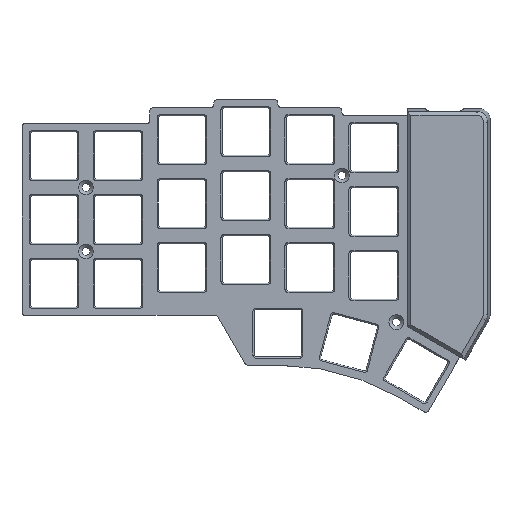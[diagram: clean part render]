
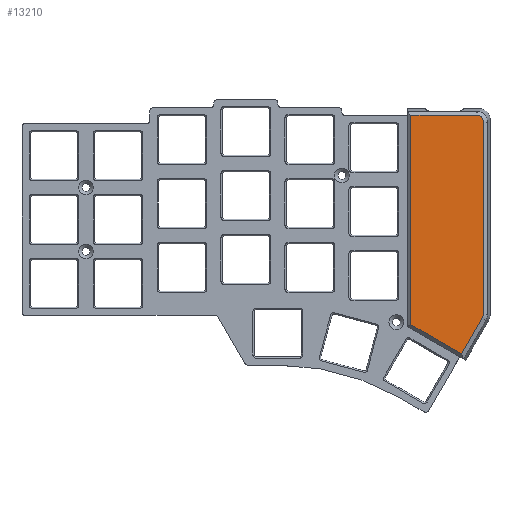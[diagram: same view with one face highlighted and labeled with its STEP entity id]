
A CAD part, top view. The second image highlights one B-rep face of the part: STEP entity #13210.
In plain terms, the highlighted planar face has unit normal (0, 0, 1).
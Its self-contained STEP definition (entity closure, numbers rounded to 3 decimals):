
#40=B_SPLINE_CURVE_WITH_KNOTS('',3,(#22084,#22085,#22086,#22087),
 .UNSPECIFIED.,.F.,.F.,(4,4),(-0.243,0.243),
 .UNSPECIFIED.);
#42=B_SPLINE_CURVE_WITH_KNOTS('',3,(#22110,#22111,#22112,#22113),
 .UNSPECIFIED.,.F.,.F.,(4,4),(0.243,0.258),
 .UNSPECIFIED.);
#44=B_SPLINE_CURVE_WITH_KNOTS('',3,(#22143,#22144,#22145,#22146),
 .UNSPECIFIED.,.F.,.F.,(4,4),(-0.258,-0.243),
 .UNSPECIFIED.);
#46=B_SPLINE_CURVE_WITH_KNOTS('',3,(#22174,#22175,#22176,#22177,#22178),
 .UNSPECIFIED.,.F.,.F.,(4,1,4),(-0.716,-0.102,0.716),
 .UNSPECIFIED.);
#48=B_SPLINE_CURVE_WITH_KNOTS('',3,(#22202,#22203,#22204,#22205),
 .UNSPECIFIED.,.F.,.F.,(4,4),(0.716,0.77),
 .UNSPECIFIED.);
#50=B_SPLINE_CURVE_WITH_KNOTS('',3,(#22226,#22227,#22228,#22229),
 .UNSPECIFIED.,.F.,.F.,(4,4),(-0.77,-0.716),
 .UNSPECIFIED.);
#1574=FACE_OUTER_BOUND('',#2327,.T.);
#2327=EDGE_LOOP('',(#12064,#12065,#12066,#12067,#12068,#12069,#12070,#12071,
#12072,#12073,#12074));
#3716=LINE('',#22049,#5122);
#3719=LINE('',#22054,#5125);
#3721=LINE('',#22058,#5127);
#3723=LINE('',#22062,#5129);
#3728=LINE('',#22123,#5134);
#5122=VECTOR('',#18134,10.);
#5125=VECTOR('',#18139,10.);
#5127=VECTOR('',#18143,10.);
#5129=VECTOR('',#18147,10.);
#5134=VECTOR('',#18154,10.);
#6338=VERTEX_POINT('',#22046);
#6339=VERTEX_POINT('',#22048);
#6340=VERTEX_POINT('',#22053);
#6341=VERTEX_POINT('',#22057);
#6342=VERTEX_POINT('',#22061);
#6344=VERTEX_POINT('',#22081);
#6345=VERTEX_POINT('',#22083);
#6348=VERTEX_POINT('',#22120);
#6349=VERTEX_POINT('',#22122);
#6351=VERTEX_POINT('',#22171);
#6352=VERTEX_POINT('',#22173);
#8237=EDGE_CURVE('',#6338,#6339,#3716,.T.);
#8240=EDGE_CURVE('',#6339,#6340,#3719,.T.);
#8242=EDGE_CURVE('',#6340,#6341,#3721,.T.);
#8244=EDGE_CURVE('',#6341,#6342,#3723,.T.);
#8247=EDGE_CURVE('',#6344,#6345,#40,.T.);
#8250=EDGE_CURVE('',#6345,#6338,#42,.T.);
#8253=EDGE_CURVE('',#6348,#6349,#3728,.T.);
#8256=EDGE_CURVE('',#6349,#6344,#44,.T.);
#8259=EDGE_CURVE('',#6351,#6352,#46,.T.);
#8262=EDGE_CURVE('',#6352,#6348,#48,.T.);
#8264=EDGE_CURVE('',#6342,#6351,#50,.T.);
#12064=ORIENTED_EDGE('',*,*,#8259,.F.);
#12065=ORIENTED_EDGE('',*,*,#8264,.F.);
#12066=ORIENTED_EDGE('',*,*,#8244,.F.);
#12067=ORIENTED_EDGE('',*,*,#8242,.F.);
#12068=ORIENTED_EDGE('',*,*,#8240,.F.);
#12069=ORIENTED_EDGE('',*,*,#8237,.F.);
#12070=ORIENTED_EDGE('',*,*,#8250,.F.);
#12071=ORIENTED_EDGE('',*,*,#8247,.F.);
#12072=ORIENTED_EDGE('',*,*,#8256,.F.);
#12073=ORIENTED_EDGE('',*,*,#8253,.F.);
#12074=ORIENTED_EDGE('',*,*,#8262,.F.);
#12510=PLANE('',#14405);
#13210=ADVANCED_FACE('',(#1574),#12510,.T.);
#14405=AXIS2_PLACEMENT_3D('',#22234,#18164,#18165);
#18134=DIRECTION('',(-0.5,-0.866,0.));
#18139=DIRECTION('',(-0.866,0.5,0.));
#18143=DIRECTION('',(0.,1.,0.));
#18147=DIRECTION('',(1.,0.,0.));
#18154=DIRECTION('',(0.,-1.,0.));
#18164=DIRECTION('center_axis',(0.,0.,1.));
#18165=DIRECTION('ref_axis',(1.,0.,0.));
#22046=CARTESIAN_POINT('',(136.768,28.451,6.7));
#22048=CARTESIAN_POINT('',(130.583,17.738,6.7));
#22049=CARTESIAN_POINT('',(137.224,29.24,6.7));
#22053=CARTESIAN_POINT('',(115.5,26.447,6.7));
#22054=CARTESIAN_POINT('',(113.235,27.755,6.7));
#22057=CARTESIAN_POINT('',(115.5,88.572,6.7));
#22058=CARTESIAN_POINT('',(115.5,70.52,6.7));
#22061=CARTESIAN_POINT('',(135.076,88.572,6.7));
#22062=CARTESIAN_POINT('',(120.,88.572,6.7));
#22081=CARTESIAN_POINT('',(137.03,29.399,6.7));
#22083=CARTESIAN_POINT('',(136.783,28.477,6.7));
#22084=CARTESIAN_POINT('Ctrl Pts',(137.03,29.399,6.7));
#22085=CARTESIAN_POINT('Ctrl Pts',(137.025,29.077,6.7));
#22086=CARTESIAN_POINT('Ctrl Pts',(136.94,28.758,6.7));
#22087=CARTESIAN_POINT('Ctrl Pts',(136.783,28.477,6.7));
#22110=CARTESIAN_POINT('Ctrl Pts',(136.783,28.477,6.7));
#22111=CARTESIAN_POINT('Ctrl Pts',(136.778,28.468,6.7));
#22112=CARTESIAN_POINT('Ctrl Pts',(136.773,28.46,6.7));
#22113=CARTESIAN_POINT('Ctrl Pts',(136.768,28.451,6.7));
#22120=CARTESIAN_POINT('',(137.03,86.618,6.7));
#22122=CARTESIAN_POINT('',(137.03,29.429,6.7));
#22123=CARTESIAN_POINT('',(137.03,71.52,6.7));
#22143=CARTESIAN_POINT('Ctrl Pts',(137.03,29.429,6.7));
#22144=CARTESIAN_POINT('Ctrl Pts',(137.03,29.419,6.7));
#22145=CARTESIAN_POINT('Ctrl Pts',(137.03,29.409,6.7));
#22146=CARTESIAN_POINT('Ctrl Pts',(137.03,29.399,6.7));
#22171=CARTESIAN_POINT('',(135.186,88.57,6.7));
#22173=CARTESIAN_POINT('',(137.027,86.728,6.7));
#22174=CARTESIAN_POINT('Ctrl Pts',(135.186,88.57,6.7));
#22175=CARTESIAN_POINT('Ctrl Pts',(135.602,88.547,6.7));
#22176=CARTESIAN_POINT('Ctrl Pts',(136.531,88.19,6.7));
#22177=CARTESIAN_POINT('Ctrl Pts',(136.997,87.283,6.7));
#22178=CARTESIAN_POINT('Ctrl Pts',(137.027,86.728,6.7));
#22202=CARTESIAN_POINT('Ctrl Pts',(137.027,86.728,6.7));
#22203=CARTESIAN_POINT('Ctrl Pts',(137.029,86.691,6.7));
#22204=CARTESIAN_POINT('Ctrl Pts',(137.03,86.655,6.7));
#22205=CARTESIAN_POINT('Ctrl Pts',(137.03,86.618,6.7));
#22226=CARTESIAN_POINT('Ctrl Pts',(135.076,88.572,6.7));
#22227=CARTESIAN_POINT('Ctrl Pts',(135.113,88.572,6.7));
#22228=CARTESIAN_POINT('Ctrl Pts',(135.149,88.572,6.7));
#22229=CARTESIAN_POINT('Ctrl Pts',(135.186,88.57,6.7));
#22234=CARTESIAN_POINT('Origin',(125.5,52.498,6.7));
